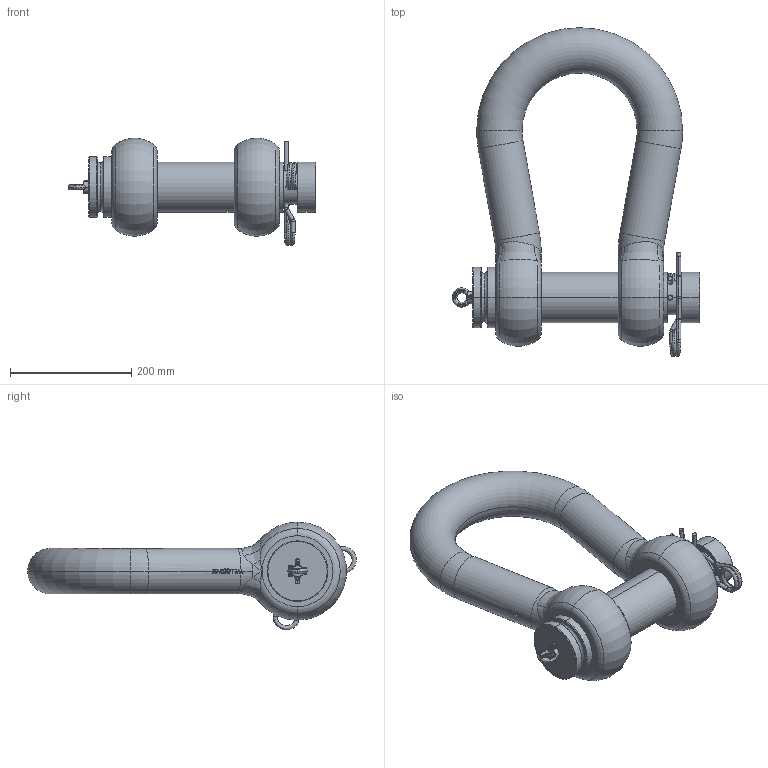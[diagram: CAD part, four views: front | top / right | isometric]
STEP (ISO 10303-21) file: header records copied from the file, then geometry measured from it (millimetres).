
FILE_DESCRIPTION (( 'STEP AP214' ), '1' );
FILE_NAME ('POGHMB75ROVRL.step', '2013-05-07T13:39:58', ( 'cad' ), ( '' ), 'SwSTEP 2.0', 'SolidWorks 2013', '' );
FILE_SCHEMA (( 'AUTOMOTIVE_DESIGN' ));
Length unit declared in the file: millimetre
Products named in the file (6): POZKMB83ROVRL; OHBVD07 Sluiting 65 en 75; OHOBZD008; 2352 dimensions GPZKMBxxROVRL Parametrische 42-83mm pin_POZKMB83ROVRL; ROV beugel 75mm_NGPZHDL75ROV; POGHMB75ROVRL
Assembly tree (6 placements, depth 3):
  POGHMB75ROVRL
    ROV beugel 75mm_NGPZHDL75ROV
    POZKMB83ROVRL
      2352 dimensions GPZKMBxxROVRL Parametrische 42-83mm pin_POZKMB83ROVRL
      OHOBZD008
      OHBVD07 Sluiting 65 en 75  x2
Bounding box: 409 x 542.5 x 178 mm (x, y, z)
Volume: 7527363.7 mm3; surface area: 486705 mm2
Topology: 5 solids, 5 shells, 1081 faces, 2893 edges, 1862 vertices
Faces by surface type: bspline 452, plane 357, cylinder 144, torus 110, cone 16, sphere 2
Entity records: 60075 total; most frequent: CARTESIAN_POINT 38129, ORIENTED_EDGE 5642, EDGE_CURVE 2821, DIRECTION 2747, VERTEX_POINT 1828, B_SPLINE_CURVE_WITH_KNOTS 1471, EDGE_LOOP 1113, FACE_OUTER_BOUND 1051
